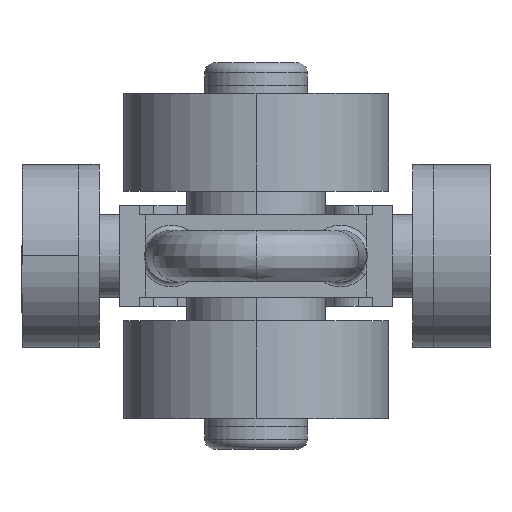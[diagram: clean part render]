
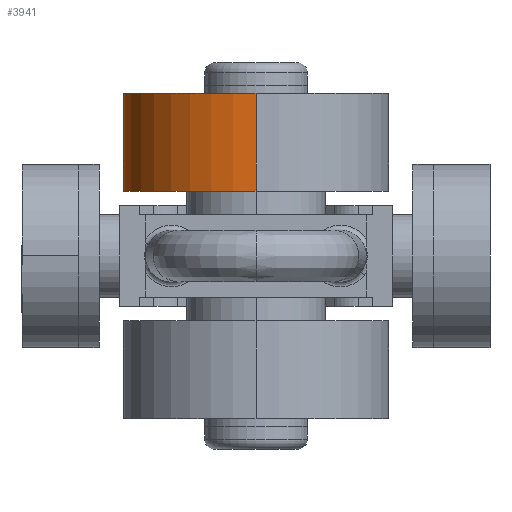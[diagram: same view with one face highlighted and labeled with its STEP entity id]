
A CAD part, front view. The second image highlights one B-rep face of the part: STEP entity #3941.
In plain terms, the highlighted cylindrical face has radius 12.9 mm (diameter 25.8 mm), a partial arc.
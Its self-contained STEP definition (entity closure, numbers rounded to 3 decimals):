
#74 = FACE_OUTER_BOUND ( 'NONE', #1673, .T. ) ;
#149 = CARTESIAN_POINT ( 'NONE',  ( -12.9, 0., 4.75 ) ) ;
#221 = EDGE_CURVE ( 'NONE', #7025, #5549, #4777, .T. ) ;
#447 = DIRECTION ( 'NONE',  ( 0., 0., -1. ) ) ;
#852 = LINE ( 'NONE', #1608, #5453 ) ;
#1011 = CARTESIAN_POINT ( 'NONE',  ( -12.9, 0., -4.75 ) ) ;
#1082 = CIRCLE ( 'NONE', #3024, 12.9 ) ;
#1086 = DIRECTION ( 'NONE',  ( 0., 0., 1. ) ) ;
#1102 = ORIENTED_EDGE ( 'NONE', *, *, #5557, .T. ) ;
#1608 = CARTESIAN_POINT ( 'NONE',  ( 12.9, 0., 4.75 ) ) ;
#1673 = EDGE_LOOP ( 'NONE', ( #3725, #1102, #8269, #6805 ) ) ;
#1819 = AXIS2_PLACEMENT_3D ( 'NONE', #2892, #2284, #7339 ) ;
#1979 = CYLINDRICAL_SURFACE ( 'NONE', #1819, 12.9 ) ;
#2284 = DIRECTION ( 'NONE',  ( 0., 0., -1. ) ) ;
#2750 = VERTEX_POINT ( 'NONE', #4753 ) ;
#2892 = CARTESIAN_POINT ( 'NONE',  ( 0., 0., 4.75 ) ) ;
#3024 = AXIS2_PLACEMENT_3D ( 'NONE', #3784, #4297, #4236 ) ;
#3500 = CIRCLE ( 'NONE', #3666, 12.9 ) ;
#3666 = AXIS2_PLACEMENT_3D ( 'NONE', #7565, #1086, #8213 ) ;
#3674 = VECTOR ( 'NONE', #447, 1000. ) ;
#3725 = ORIENTED_EDGE ( 'NONE', *, *, #4309, .F. ) ;
#3784 = CARTESIAN_POINT ( 'NONE',  ( 0., 0., 4.75 ) ) ;
#3941 = ADVANCED_FACE ( 'NONE', ( #74 ), #1979, .T. ) ;
#4208 = CARTESIAN_POINT ( 'NONE',  ( 12.9, 0., 4.75 ) ) ;
#4236 = DIRECTION ( 'NONE',  ( 1., 0., 0. ) ) ;
#4297 = DIRECTION ( 'NONE',  ( 0., 0., 1. ) ) ;
#4309 = EDGE_CURVE ( 'NONE', #6775, #7025, #1082, .T. ) ;
#4476 = EDGE_CURVE ( 'NONE', #2750, #5549, #3500, .T. ) ;
#4753 = CARTESIAN_POINT ( 'NONE',  ( 12.9, 0., -4.75 ) ) ;
#4777 = LINE ( 'NONE', #7424, #3674 ) ;
#5453 = VECTOR ( 'NONE', #5486, 1000. ) ;
#5486 = DIRECTION ( 'NONE',  ( 0., 0., -1. ) ) ;
#5549 = VERTEX_POINT ( 'NONE', #1011 ) ;
#5557 = EDGE_CURVE ( 'NONE', #6775, #2750, #852, .T. ) ;
#6775 = VERTEX_POINT ( 'NONE', #4208 ) ;
#6805 = ORIENTED_EDGE ( 'NONE', *, *, #221, .F. ) ;
#7025 = VERTEX_POINT ( 'NONE', #149 ) ;
#7339 = DIRECTION ( 'NONE',  ( -1., 0., 0. ) ) ;
#7424 = CARTESIAN_POINT ( 'NONE',  ( -12.9, 0., 4.75 ) ) ;
#7565 = CARTESIAN_POINT ( 'NONE',  ( 0., 0., -4.75 ) ) ;
#8213 = DIRECTION ( 'NONE',  ( 1., 0., 0. ) ) ;
#8269 = ORIENTED_EDGE ( 'NONE', *, *, #4476, .T. ) ;
